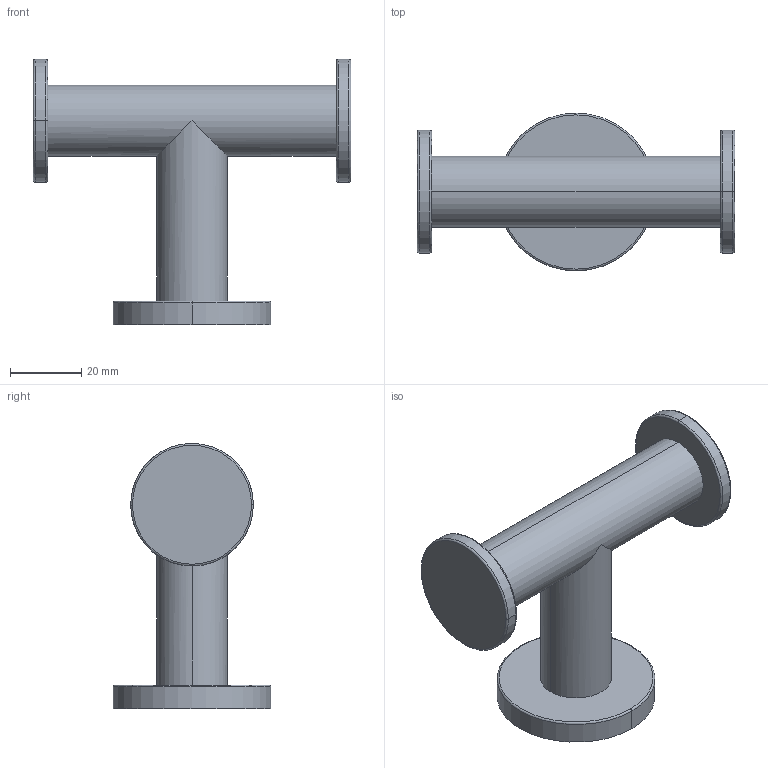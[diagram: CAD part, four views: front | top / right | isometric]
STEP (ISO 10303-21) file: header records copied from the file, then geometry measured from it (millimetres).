
FILE_DESCRIPTION((''),'2;1');
FILE_NAME('4610D_WEB','2010-12-21T',('project'),(''),'PRO/ENGINEER BY PARAMETRIC TECHNOLOGY CORPORATION, 2009300','PRO/ENGINEER BY PARAMETRIC TECHNOLOGY CORPORATION, 2009300','');
FILE_SCHEMA(('CONFIG_CONTROL_DESIGN'));
Length unit declared in the file: inch
Products named in the file (1): 4610D_WEB
Bounding box: 89.41 x 44.45 x 74.68 mm (x, y, z)
Surface area: 16322.2 mm2 (no closed solid volume)
Topology: 0 solids, 6 shells, 28 faces, 57 edges, 36 vertices
Faces by surface type: cylinder 11, torus 10, plane 7
Entity records: 857 total; most frequent: CARTESIAN_POINT 213, DIRECTION 147, ORIENTED_EDGE 104, AXIS2_PLACEMENT_3D 68, EDGE_CURVE 57, CIRCLE 40, VERTEX_POINT 36, EDGE_LOOP 28
